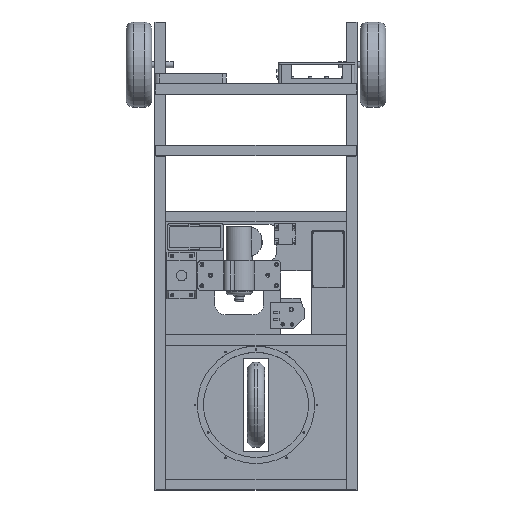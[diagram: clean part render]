
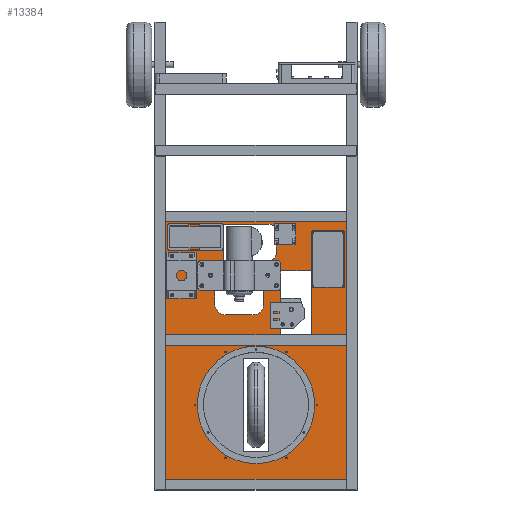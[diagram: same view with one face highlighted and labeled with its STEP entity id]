
A CAD part, top view. The second image highlights one B-rep face of the part: STEP entity #13384.
In plain terms, the highlighted planar face has unit normal (0, 0, 1).
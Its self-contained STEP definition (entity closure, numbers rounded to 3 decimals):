
#408=FACE_BOUND('',#2396,.T.);
#409=FACE_BOUND('',#2397,.T.);
#410=FACE_BOUND('',#2398,.T.);
#411=FACE_BOUND('',#2399,.T.);
#412=FACE_BOUND('',#2400,.T.);
#413=FACE_BOUND('',#2401,.T.);
#414=FACE_BOUND('',#2402,.T.);
#415=FACE_BOUND('',#2403,.T.);
#416=FACE_BOUND('',#2404,.T.);
#748=PLANE('',#14625);
#1468=FACE_OUTER_BOUND('',#2395,.T.);
#2395=EDGE_LOOP('',(#11500,#11501,#11502,#11503));
#2396=EDGE_LOOP('',(#11504,#11505,#11506,#11507,#11508,#11509,#11510,#11511,
#11512,#11513,#11514,#11515));
#2397=EDGE_LOOP('',(#11516));
#2398=EDGE_LOOP('',(#11517));
#2399=EDGE_LOOP('',(#11518));
#2400=EDGE_LOOP('',(#11519));
#2401=EDGE_LOOP('',(#11520));
#2402=EDGE_LOOP('',(#11521));
#2403=EDGE_LOOP('',(#11522,#11523,#11524,#11525));
#2404=EDGE_LOOP('',(#11526));
#3465=LINE('',#22100,#4780);
#3469=LINE('',#22112,#4784);
#3470=LINE('',#22115,#4785);
#3476=LINE('',#22132,#4791);
#3480=LINE('',#22139,#4795);
#3483=LINE('',#22145,#4798);
#3485=LINE('',#22148,#4800);
#3490=LINE('',#22163,#4805);
#3491=LINE('',#22166,#4806);
#3495=LINE('',#22178,#4810);
#3499=LINE('',#22184,#4814);
#3500=LINE('',#22188,#4815);
#3504=LINE('',#22197,#4819);
#3509=LINE('',#22205,#4824);
#3513=LINE('',#22226,#4828);
#3514=LINE('',#22227,#4829);
#4780=VECTOR('',#17515,10.);
#4784=VECTOR('',#17527,10.);
#4785=VECTOR('',#17530,10.);
#4791=VECTOR('',#17544,10.);
#4795=VECTOR('',#17550,10.);
#4798=VECTOR('',#17555,10.);
#4800=VECTOR('',#17559,10.);
#4805=VECTOR('',#17572,10.);
#4806=VECTOR('',#17575,10.);
#4810=VECTOR('',#17587,10.);
#4814=VECTOR('',#17593,10.);
#4815=VECTOR('',#17596,10.);
#4819=VECTOR('',#17602,10.);
#4824=VECTOR('',#17609,10.);
#4828=VECTOR('',#17633,10.);
#4829=VECTOR('',#17634,10.);
#5719=CIRCLE('',#14589,25.);
#5721=CIRCLE('',#14593,25.);
#5722=CIRCLE('',#14597,2.);
#5725=CIRCLE('',#14605,17.5);
#5726=CIRCLE('',#14609,17.5);
#5728=CIRCLE('',#14617,138.);
#5735=CIRCLE('',#14626,2.);
#5736=CIRCLE('',#14627,2.);
#5737=CIRCLE('',#14628,2.);
#5738=CIRCLE('',#14629,2.);
#5739=CIRCLE('',#14630,2.);
#6617=VERTEX_POINT('',#22090);
#6618=VERTEX_POINT('',#22092);
#6620=VERTEX_POINT('',#22098);
#6622=VERTEX_POINT('',#22104);
#6624=VERTEX_POINT('',#22110);
#6625=VERTEX_POINT('',#22114);
#6627=VERTEX_POINT('',#22120);
#6631=VERTEX_POINT('',#22129);
#6632=VERTEX_POINT('',#22131);
#6634=VERTEX_POINT('',#22137);
#6636=VERTEX_POINT('',#22143);
#6639=VERTEX_POINT('',#22153);
#6640=VERTEX_POINT('',#22155);
#6642=VERTEX_POINT('',#22161);
#6643=VERTEX_POINT('',#22165);
#6645=VERTEX_POINT('',#22171);
#6647=VERTEX_POINT('',#22177);
#6649=VERTEX_POINT('',#22186);
#6650=VERTEX_POINT('',#22187);
#6653=VERTEX_POINT('',#22195);
#6654=VERTEX_POINT('',#22196);
#6657=VERTEX_POINT('',#22207);
#6664=VERTEX_POINT('',#22228);
#6665=VERTEX_POINT('',#22230);
#6666=VERTEX_POINT('',#22232);
#6667=VERTEX_POINT('',#22234);
#6668=VERTEX_POINT('',#22236);
#8276=EDGE_CURVE('',#6617,#6618,#5719,.T.);
#8280=EDGE_CURVE('',#6617,#6620,#3465,.F.);
#8283=EDGE_CURVE('',#6622,#6620,#5721,.T.);
#8286=EDGE_CURVE('',#6622,#6624,#3469,.T.);
#8287=EDGE_CURVE('',#6625,#6618,#3470,.T.);
#8290=EDGE_CURVE('',#6627,#6627,#5722,.T.);
#8295=EDGE_CURVE('',#6632,#6631,#3476,.F.);
#8299=EDGE_CURVE('',#6631,#6634,#3480,.T.);
#8302=EDGE_CURVE('',#6634,#6636,#3483,.F.);
#8304=EDGE_CURVE('',#6636,#6632,#3485,.T.);
#8307=EDGE_CURVE('',#6639,#6640,#5725,.T.);
#8311=EDGE_CURVE('',#6639,#6642,#3490,.F.);
#8312=EDGE_CURVE('',#6643,#6640,#3491,.F.);
#8315=EDGE_CURVE('',#6645,#6642,#5726,.T.);
#8318=EDGE_CURVE('',#6647,#6643,#3495,.T.);
#8322=EDGE_CURVE('',#6624,#6647,#3499,.T.);
#8323=EDGE_CURVE('',#6649,#6650,#3500,.T.);
#8327=EDGE_CURVE('',#6653,#6654,#3504,.T.);
#8332=EDGE_CURVE('',#6650,#6653,#3509,.T.);
#8333=EDGE_CURVE('',#6657,#6657,#5728,.F.);
#8343=EDGE_CURVE('',#6654,#6649,#3513,.T.);
#8344=EDGE_CURVE('',#6625,#6645,#3514,.T.);
#8345=EDGE_CURVE('',#6664,#6664,#5735,.T.);
#8346=EDGE_CURVE('',#6665,#6665,#5736,.T.);
#8347=EDGE_CURVE('',#6666,#6666,#5737,.T.);
#8348=EDGE_CURVE('',#6667,#6667,#5738,.T.);
#8349=EDGE_CURVE('',#6668,#6668,#5739,.T.);
#11500=ORIENTED_EDGE('',*,*,#8343,.T.);
#11501=ORIENTED_EDGE('',*,*,#8323,.T.);
#11502=ORIENTED_EDGE('',*,*,#8332,.T.);
#11503=ORIENTED_EDGE('',*,*,#8327,.T.);
#11504=ORIENTED_EDGE('',*,*,#8287,.T.);
#11505=ORIENTED_EDGE('',*,*,#8276,.F.);
#11506=ORIENTED_EDGE('',*,*,#8280,.T.);
#11507=ORIENTED_EDGE('',*,*,#8283,.F.);
#11508=ORIENTED_EDGE('',*,*,#8286,.T.);
#11509=ORIENTED_EDGE('',*,*,#8322,.T.);
#11510=ORIENTED_EDGE('',*,*,#8318,.T.);
#11511=ORIENTED_EDGE('',*,*,#8312,.T.);
#11512=ORIENTED_EDGE('',*,*,#8307,.F.);
#11513=ORIENTED_EDGE('',*,*,#8311,.T.);
#11514=ORIENTED_EDGE('',*,*,#8315,.F.);
#11515=ORIENTED_EDGE('',*,*,#8344,.F.);
#11516=ORIENTED_EDGE('',*,*,#8345,.T.);
#11517=ORIENTED_EDGE('',*,*,#8346,.T.);
#11518=ORIENTED_EDGE('',*,*,#8347,.T.);
#11519=ORIENTED_EDGE('',*,*,#8348,.T.);
#11520=ORIENTED_EDGE('',*,*,#8349,.T.);
#11521=ORIENTED_EDGE('',*,*,#8290,.T.);
#11522=ORIENTED_EDGE('',*,*,#8295,.T.);
#11523=ORIENTED_EDGE('',*,*,#8299,.T.);
#11524=ORIENTED_EDGE('',*,*,#8302,.T.);
#11525=ORIENTED_EDGE('',*,*,#8304,.T.);
#11526=ORIENTED_EDGE('',*,*,#8333,.T.);
#13384=ADVANCED_FACE('',(#1468,#408,#409,#410,#411,#412,#413,#414,#415,
#416),#748,.F.);
#14589=AXIS2_PLACEMENT_3D('',#22093,#17508,#17509);
#14593=AXIS2_PLACEMENT_3D('',#22106,#17521,#17522);
#14597=AXIS2_PLACEMENT_3D('',#22121,#17535,#17536);
#14605=AXIS2_PLACEMENT_3D('',#22156,#17565,#17566);
#14609=AXIS2_PLACEMENT_3D('',#22172,#17580,#17581);
#14617=AXIS2_PLACEMENT_3D('',#22208,#17612,#17613);
#14625=AXIS2_PLACEMENT_3D('',#22225,#17631,#17632);
#14626=AXIS2_PLACEMENT_3D('',#22229,#17635,#17636);
#14627=AXIS2_PLACEMENT_3D('',#22231,#17637,#17638);
#14628=AXIS2_PLACEMENT_3D('',#22233,#17639,#17640);
#14629=AXIS2_PLACEMENT_3D('',#22235,#17641,#17642);
#14630=AXIS2_PLACEMENT_3D('',#22237,#17643,#17644);
#17508=DIRECTION('center_axis',(0.,0.,1.));
#17509=DIRECTION('ref_axis',(0.707,-0.707,0.));
#17515=DIRECTION('',(1.,0.,0.));
#17521=DIRECTION('center_axis',(0.,0.,1.));
#17522=DIRECTION('ref_axis',(-0.707,-0.707,0.));
#17527=DIRECTION('',(0.,1.,0.));
#17530=DIRECTION('',(0.,-1.,0.));
#17535=DIRECTION('center_axis',(0.,0.,-1.));
#17536=DIRECTION('ref_axis',(-1.,0.,0.));
#17544=DIRECTION('',(0.,1.,0.));
#17550=DIRECTION('',(-1.,0.,0.));
#17555=DIRECTION('',(0.,-1.,0.));
#17559=DIRECTION('',(1.,0.,0.));
#17565=DIRECTION('center_axis',(0.,0.,1.));
#17566=DIRECTION('ref_axis',(0.707,0.707,0.));
#17572=DIRECTION('',(0.,1.,0.));
#17575=DIRECTION('',(-1.,0.,0.));
#17580=DIRECTION('center_axis',(0.,0.,1.));
#17581=DIRECTION('ref_axis',(0.707,-0.707,0.));
#17587=DIRECTION('',(0.,1.,0.));
#17593=DIRECTION('',(1.,0.,0.));
#17596=DIRECTION('',(-1.,0.,0.));
#17602=DIRECTION('',(1.,0.,0.));
#17609=DIRECTION('',(0.,-1.,0.));
#17612=DIRECTION('center_axis',(0.,0.,1.));
#17613=DIRECTION('ref_axis',(-1.,0.,0.));
#17631=DIRECTION('center_axis',(0.,0.,-1.));
#17632=DIRECTION('ref_axis',(1.,0.,0.));
#17633=DIRECTION('',(0.,1.,0.));
#17634=DIRECTION('',(1.,0.,0.));
#17635=DIRECTION('center_axis',(0.,0.,-1.));
#17636=DIRECTION('ref_axis',(-0.5,-0.866,0.));
#17637=DIRECTION('center_axis',(0.,0.,-1.));
#17638=DIRECTION('ref_axis',(0.5,-0.866,0.));
#17639=DIRECTION('center_axis',(0.,0.,-1.));
#17640=DIRECTION('ref_axis',(1.,0.,0.));
#17641=DIRECTION('center_axis',(0.,0.,-1.));
#17642=DIRECTION('ref_axis',(0.5,0.866,0.));
#17643=DIRECTION('center_axis',(0.,0.,-1.));
#17644=DIRECTION('ref_axis',(-0.5,0.866,0.));
#22090=CARTESIAN_POINT('',(-7.,-613.,0.));
#22092=CARTESIAN_POINT('',(18.,-588.,0.));
#22093=CARTESIAN_POINT('Origin',(-7.,-588.,0.));
#22098=CARTESIAN_POINT('',(-71.9,-613.,0.));
#22100=CARTESIAN_POINT('',(-48.45,-613.,0.));
#22104=CARTESIAN_POINT('',(-96.9,-588.,0.));
#22106=CARTESIAN_POINT('Origin',(-71.9,-588.,0.));
#22110=CARTESIAN_POINT('',(-96.9,-485.957,0.));
#22112=CARTESIAN_POINT('',(-96.9,-672.978,0.));
#22114=CARTESIAN_POINT('',(18.,-485.957,0.));
#22115=CARTESIAN_POINT('',(18.,-693.5,0.));
#22120=CARTESIAN_POINT('',(-141.5,-825.,0.));
#22121=CARTESIAN_POINT('Origin',(-143.5,-825.,0.));
#22129=CARTESIAN_POINT('',(130.,-660.,0.));
#22131=CARTESIAN_POINT('',(130.,-510.,0.));
#22132=CARTESIAN_POINT('',(130.,-730.,0.));
#22137=CARTESIAN_POINT('',(58.,-660.,0.));
#22139=CARTESIAN_POINT('',(25.,-660.,0.));
#22143=CARTESIAN_POINT('',(58.,-510.,0.));
#22145=CARTESIAN_POINT('',(58.,-655.,0.));
#22148=CARTESIAN_POINT('',(60.,-510.,0.));
#22153=CARTESIAN_POINT('',(48.,-417.5,0.));
#22155=CARTESIAN_POINT('',(30.5,-400.,0.));
#22156=CARTESIAN_POINT('Origin',(30.5,-417.5,0.));
#22161=CARTESIAN_POINT('',(48.,-468.457,0.));
#22163=CARTESIAN_POINT('',(48.,-672.978,0.));
#22165=CARTESIAN_POINT('',(-77.,-400.,0.));
#22166=CARTESIAN_POINT('',(-27.,-400.,0.));
#22171=CARTESIAN_POINT('',(30.5,-485.957,0.));
#22172=CARTESIAN_POINT('Origin',(30.5,-468.457,0.));
#22177=CARTESIAN_POINT('',(-77.,-485.957,0.));
#22178=CARTESIAN_POINT('',(-77.,-602.5,0.));
#22184=CARTESIAN_POINT('',(-72.,-485.957,0.));
#22186=CARTESIAN_POINT('',(237.5,-370.,0.));
#22187=CARTESIAN_POINT('',(-237.5,-370.,0.));
#22188=CARTESIAN_POINT('',(-118.75,-370.,0.));
#22195=CARTESIAN_POINT('',(-237.5,-1025.,0.));
#22196=CARTESIAN_POINT('',(237.5,-1025.,0.));
#22197=CARTESIAN_POINT('',(-237.5,-1025.,0.));
#22205=CARTESIAN_POINT('',(-237.5,-575.,0.));
#22207=CARTESIAN_POINT('',(138.,-825.,0.));
#22208=CARTESIAN_POINT('Origin',(0.,-825.,0.));
#22225=CARTESIAN_POINT('Origin',(0.,-800.,0.));
#22226=CARTESIAN_POINT('',(237.5,-1025.,0.));
#22227=CARTESIAN_POINT('',(-72.,-485.957,0.));
#22228=CARTESIAN_POINT('',(-70.75,-947.543,0.));
#22229=CARTESIAN_POINT('Origin',(-71.75,-949.275,0.));
#22230=CARTESIAN_POINT('',(70.75,-947.543,0.));
#22231=CARTESIAN_POINT('Origin',(71.75,-949.275,0.));
#22232=CARTESIAN_POINT('',(141.5,-825.,0.));
#22233=CARTESIAN_POINT('Origin',(143.5,-825.,0.));
#22234=CARTESIAN_POINT('',(70.75,-702.457,0.));
#22235=CARTESIAN_POINT('Origin',(71.75,-700.725,0.));
#22236=CARTESIAN_POINT('',(-70.75,-702.457,0.));
#22237=CARTESIAN_POINT('Origin',(-71.75,-700.725,0.));
